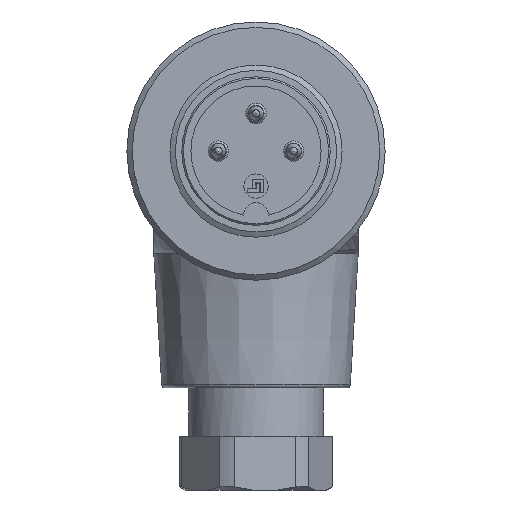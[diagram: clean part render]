
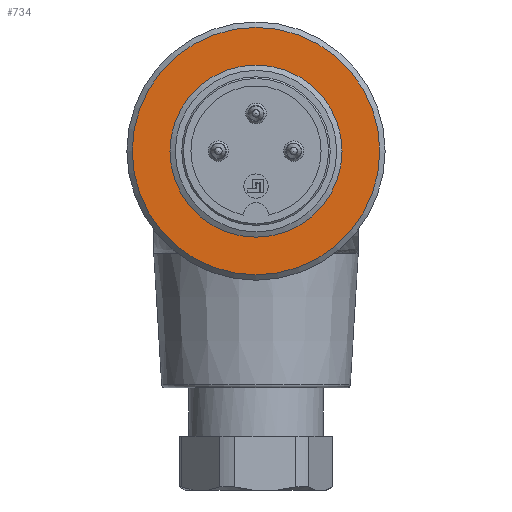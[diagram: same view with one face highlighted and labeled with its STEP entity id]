
A CAD part, left-side view. The second image highlights one B-rep face of the part: STEP entity #734.
In plain terms, the highlighted planar face has unit normal (-1, 0, 0).
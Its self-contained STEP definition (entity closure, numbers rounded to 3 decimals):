
#660=PLANE('',#2822);
#734=ADVANCED_FACE('',(#964,#965),#660,.T.);
#964=FACE_BOUND('',#1063,.T.);
#965=FACE_BOUND('',#1064,.T.);
#1063=EDGE_LOOP('',(#1287));
#1064=EDGE_LOOP('',(#1288));
#1287=ORIENTED_EDGE('',*,*,#2310,.T.);
#1288=ORIENTED_EDGE('',*,*,#2304,.F.);
#2041=VERTEX_POINT('',#3856);
#2047=VERTEX_POINT('',#3872);
#2304=EDGE_CURVE('',#2041,#2041,#2685,.T.);
#2310=EDGE_CURVE('',#2047,#2047,#2691,.T.);
#2685=CIRCLE('',#2811,11.5);
#2691=CIRCLE('',#2821,7.8);
#2811=AXIS2_PLACEMENT_3D('',#3855,#3107,#3108);
#2821=AXIS2_PLACEMENT_3D('',#3871,#3127,#3128);
#2822=AXIS2_PLACEMENT_3D('',#3873,#3129,#3130);
#3107=DIRECTION('',(1.,0.,0.));
#3108=DIRECTION('',(0.,0.,1.));
#3127=DIRECTION('',(1.,0.,0.));
#3128=DIRECTION('',(0.,0.,1.));
#3129=DIRECTION('',(-1.,0.,0.));
#3130=DIRECTION('',(0.,0.,1.));
#3855=CARTESIAN_POINT('',(-1.5,0.,0.));
#3856=CARTESIAN_POINT('',(-1.5,0.,11.5));
#3871=CARTESIAN_POINT('',(-1.5,0.,0.));
#3872=CARTESIAN_POINT('',(-1.5,0.,7.8));
#3873=CARTESIAN_POINT('',(-1.5,0.,0.));
